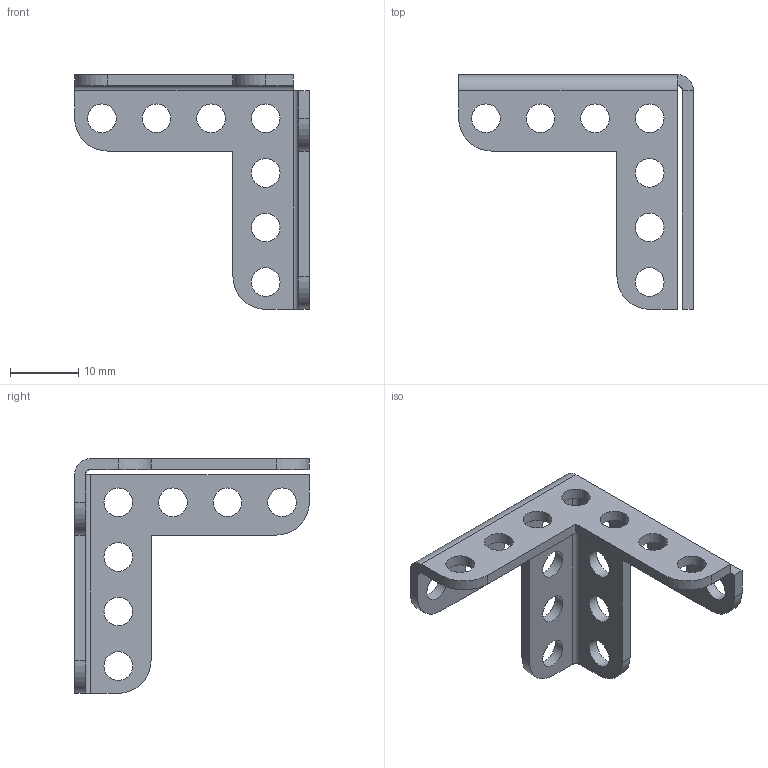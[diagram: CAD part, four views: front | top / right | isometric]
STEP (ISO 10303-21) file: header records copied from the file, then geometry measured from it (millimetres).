
FILE_DESCRIPTION(/* description */ (''),/* implementation_level */ '2;1');
FILE_NAME(/* name */ 'Matrix_03-0005.ipt.stp',/* time_stamp */ '2014-12-18T17:41:59-08:00',/* author */ ('Autodesk Inc.'),/* organization */ ('Autodesk Inc.'),/* preprocessor_version */ 'ST-DEVELOPER v15.6',/* originating_system */ 'Autodesk Inventor 2015',/* authorisation */ '');
FILE_SCHEMA (('AUTOMOTIVE_DESIGN { 1 0 10303 214 3 1 1 }'));
Length unit declared in the file: millimetre
Products named in the file (1): Matrix_03-0005
Bounding box: 34.4 x 34.4 x 34.4 mm (x, y, z)
Volume: 2085.8 mm3; surface area: 3456.7 mm2
Topology: 1 solids, 1 shells, 51 faces, 143 edges, 94 vertices
Faces by surface type: cylinder 31, plane 20
Full cylindrical faces by diameter (mm): 4.2 x21
Entity records: 1634 total; most frequent: DIRECTION 284, CARTESIAN_POINT 260, ORIENTED_EDGE 236, EDGE_CURVE 118, EDGE_LOOP 114, AXIS2_PLACEMENT_3D 114, VERTEX_POINT 90, FACE_BOUND 63
